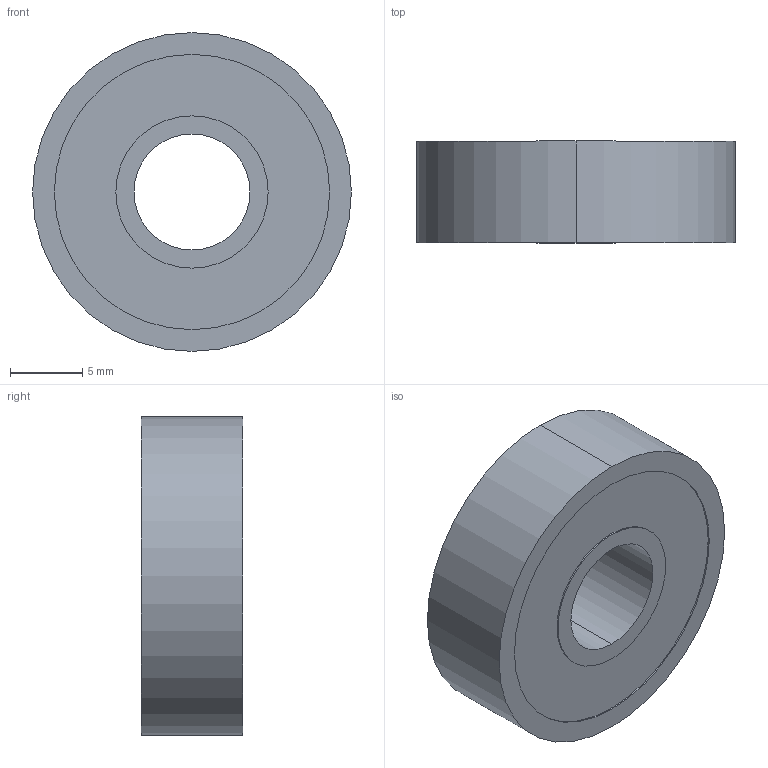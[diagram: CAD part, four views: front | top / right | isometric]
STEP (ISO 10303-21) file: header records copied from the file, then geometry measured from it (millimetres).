
FILE_DESCRIPTION (( 'STEP AP214' ), '1' );
FILE_NAME ('Bearing_608.STEP', '2024-12-08T23:30:54', ( '' ), ( '' ), 'SwSTEP 2.0', 'SolidWorks 2023', '' );
FILE_SCHEMA (( 'AUTOMOTIVE_DESIGN' ));
Length unit declared in the file: millimetre
Products named in the file (1): Bearing_608
Bounding box: 22 x 7 x 22 mm (x, y, z)
Volume: 2270.4 mm3; surface area: 1341.7 mm2
Topology: 1 solids, 1 shells, 73 faces, 180 edges, 120 vertices
Faces by surface type: bspline 44, plane 17, cylinder 12
Entity records: 4437 total; most frequent: CARTESIAN_POINT 2954, ORIENTED_EDGE 360, EDGE_CURVE 180, DIRECTION 176, VERTEX_POINT 120, B_SPLINE_CURVE_WITH_KNOTS 88, EDGE_LOOP 86, ADVANCED_FACE 73
